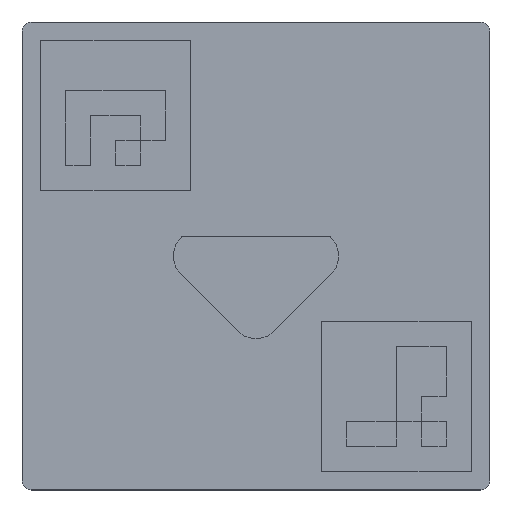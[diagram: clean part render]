
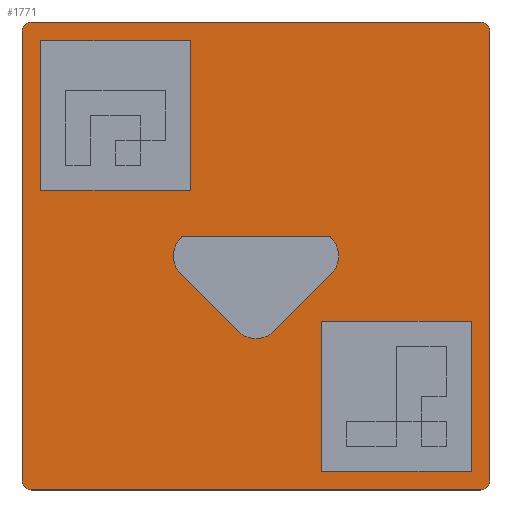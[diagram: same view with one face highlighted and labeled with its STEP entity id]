
A CAD part, top view. The second image highlights one B-rep face of the part: STEP entity #1771.
In plain terms, the highlighted planar face has unit normal (0, 0, 1).
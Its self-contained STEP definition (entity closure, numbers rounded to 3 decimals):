
#15=FACE_BOUND('',#237,.T.);
#16=FACE_BOUND('',#238,.T.);
#17=FACE_BOUND('',#239,.T.);
#38=PLANE('',#1911);
#134=FACE_OUTER_BOUND('',#236,.T.);
#236=EDGE_LOOP('',(#1303,#1304,#1305,#1306,#1307,#1308,#1309,#1310));
#237=EDGE_LOOP('',(#1311,#1312,#1313,#1314,#1315,#1316,#1317,#1318));
#238=EDGE_LOOP('',(#1319,#1320,#1321,#1322));
#239=EDGE_LOOP('',(#1323,#1324,#1325,#1326));
#372=LINE('',#2652,#591);
#373=LINE('',#2656,#592);
#374=LINE('',#2660,#593);
#375=LINE('',#2663,#594);
#376=LINE('',#2668,#595);
#377=LINE('',#2672,#596);
#378=LINE('',#2676,#597);
#379=LINE('',#2678,#598);
#380=LINE('',#2679,#599);
#381=LINE('',#2682,#600);
#382=LINE('',#2684,#601);
#383=LINE('',#2686,#602);
#384=LINE('',#2687,#603);
#385=LINE('',#2690,#604);
#386=LINE('',#2692,#605);
#387=LINE('',#2694,#606);
#388=LINE('',#2695,#607);
#591=VECTOR('',#2145,10.);
#592=VECTOR('',#2148,10.);
#593=VECTOR('',#2151,10.);
#594=VECTOR('',#2154,10.);
#595=VECTOR('',#2157,10.);
#596=VECTOR('',#2160,10.);
#597=VECTOR('',#2163,10.);
#598=VECTOR('',#2164,10.);
#599=VECTOR('',#2165,10.);
#600=VECTOR('',#2166,10.);
#601=VECTOR('',#2167,10.);
#602=VECTOR('',#2168,10.);
#603=VECTOR('',#2169,10.);
#604=VECTOR('',#2170,10.);
#605=VECTOR('',#2171,10.);
#606=VECTOR('',#2172,10.);
#607=VECTOR('',#2173,10.);
#787=CIRCLE('',#1909,2.5);
#789=CIRCLE('',#1912,2.5);
#790=CIRCLE('',#1913,2.5);
#791=CIRCLE('',#1914,2.5);
#792=CIRCLE('',#1915,7.071);
#793=CIRCLE('',#1916,7.071);
#794=CIRCLE('',#1917,7.071);
#855=VERTEX_POINT('',#2642);
#856=VERTEX_POINT('',#2643);
#859=VERTEX_POINT('',#2651);
#860=VERTEX_POINT('',#2653);
#861=VERTEX_POINT('',#2655);
#862=VERTEX_POINT('',#2657);
#863=VERTEX_POINT('',#2659);
#864=VERTEX_POINT('',#2661);
#865=VERTEX_POINT('',#2664);
#866=VERTEX_POINT('',#2665);
#867=VERTEX_POINT('',#2667);
#868=VERTEX_POINT('',#2669);
#869=VERTEX_POINT('',#2671);
#870=VERTEX_POINT('',#2673);
#871=VERTEX_POINT('',#2675);
#872=VERTEX_POINT('',#2677);
#873=VERTEX_POINT('',#2680);
#874=VERTEX_POINT('',#2681);
#875=VERTEX_POINT('',#2683);
#876=VERTEX_POINT('',#2685);
#877=VERTEX_POINT('',#2688);
#878=VERTEX_POINT('',#2689);
#879=VERTEX_POINT('',#2691);
#880=VERTEX_POINT('',#2693);
#1030=EDGE_CURVE('',#855,#856,#787,.T.);
#1034=EDGE_CURVE('',#855,#859,#372,.T.);
#1035=EDGE_CURVE('',#860,#859,#789,.T.);
#1036=EDGE_CURVE('',#860,#861,#373,.T.);
#1037=EDGE_CURVE('',#862,#861,#790,.T.);
#1038=EDGE_CURVE('',#862,#863,#374,.T.);
#1039=EDGE_CURVE('',#864,#863,#791,.T.);
#1040=EDGE_CURVE('',#864,#856,#375,.T.);
#1041=EDGE_CURVE('',#865,#866,#792,.T.);
#1042=EDGE_CURVE('',#866,#867,#376,.T.);
#1043=EDGE_CURVE('',#867,#868,#793,.T.);
#1044=EDGE_CURVE('',#868,#869,#377,.T.);
#1045=EDGE_CURVE('',#869,#870,#794,.T.);
#1046=EDGE_CURVE('',#870,#871,#378,.T.);
#1047=EDGE_CURVE('',#871,#872,#379,.T.);
#1048=EDGE_CURVE('',#872,#865,#380,.T.);
#1049=EDGE_CURVE('',#873,#874,#381,.T.);
#1050=EDGE_CURVE('',#874,#875,#382,.T.);
#1051=EDGE_CURVE('',#875,#876,#383,.T.);
#1052=EDGE_CURVE('',#876,#873,#384,.T.);
#1053=EDGE_CURVE('',#877,#878,#385,.T.);
#1054=EDGE_CURVE('',#878,#879,#386,.T.);
#1055=EDGE_CURVE('',#879,#880,#387,.T.);
#1056=EDGE_CURVE('',#880,#877,#388,.T.);
#1303=ORIENTED_EDGE('',*,*,#1030,.F.);
#1304=ORIENTED_EDGE('',*,*,#1034,.T.);
#1305=ORIENTED_EDGE('',*,*,#1035,.F.);
#1306=ORIENTED_EDGE('',*,*,#1036,.T.);
#1307=ORIENTED_EDGE('',*,*,#1037,.F.);
#1308=ORIENTED_EDGE('',*,*,#1038,.T.);
#1309=ORIENTED_EDGE('',*,*,#1039,.F.);
#1310=ORIENTED_EDGE('',*,*,#1040,.T.);
#1311=ORIENTED_EDGE('',*,*,#1041,.T.);
#1312=ORIENTED_EDGE('',*,*,#1042,.T.);
#1313=ORIENTED_EDGE('',*,*,#1043,.T.);
#1314=ORIENTED_EDGE('',*,*,#1044,.T.);
#1315=ORIENTED_EDGE('',*,*,#1045,.T.);
#1316=ORIENTED_EDGE('',*,*,#1046,.T.);
#1317=ORIENTED_EDGE('',*,*,#1047,.T.);
#1318=ORIENTED_EDGE('',*,*,#1048,.T.);
#1319=ORIENTED_EDGE('',*,*,#1049,.T.);
#1320=ORIENTED_EDGE('',*,*,#1050,.T.);
#1321=ORIENTED_EDGE('',*,*,#1051,.T.);
#1322=ORIENTED_EDGE('',*,*,#1052,.T.);
#1323=ORIENTED_EDGE('',*,*,#1053,.T.);
#1324=ORIENTED_EDGE('',*,*,#1054,.T.);
#1325=ORIENTED_EDGE('',*,*,#1055,.T.);
#1326=ORIENTED_EDGE('',*,*,#1056,.T.);
#1771=ADVANCED_FACE('',(#134,#15,#16,#17),#38,.T.);
#1909=AXIS2_PLACEMENT_3D('',#2644,#2137,#2138);
#1911=AXIS2_PLACEMENT_3D('',#2650,#2143,#2144);
#1912=AXIS2_PLACEMENT_3D('',#2654,#2146,#2147);
#1913=AXIS2_PLACEMENT_3D('',#2658,#2149,#2150);
#1914=AXIS2_PLACEMENT_3D('',#2662,#2152,#2153);
#1915=AXIS2_PLACEMENT_3D('',#2666,#2155,#2156);
#1916=AXIS2_PLACEMENT_3D('',#2670,#2158,#2159);
#1917=AXIS2_PLACEMENT_3D('',#2674,#2161,#2162);
#2137=DIRECTION('center_axis',(0.,0.,-1.));
#2138=DIRECTION('ref_axis',(0.707,0.707,0.));
#2143=DIRECTION('center_axis',(0.,0.,1.));
#2144=DIRECTION('ref_axis',(1.,0.,0.));
#2145=DIRECTION('',(-1.,0.,0.));
#2146=DIRECTION('center_axis',(0.,0.,-1.));
#2147=DIRECTION('ref_axis',(-0.707,0.707,0.));
#2148=DIRECTION('',(0.,-1.,0.));
#2149=DIRECTION('center_axis',(0.,0.,-1.));
#2150=DIRECTION('ref_axis',(-0.707,-0.707,0.));
#2151=DIRECTION('',(1.,0.,0.));
#2152=DIRECTION('center_axis',(0.,0.,-1.));
#2153=DIRECTION('ref_axis',(0.707,-0.707,0.));
#2154=DIRECTION('',(0.,1.,0.));
#2155=DIRECTION('center_axis',(0.,0.,-1.));
#2156=DIRECTION('ref_axis',(1.,0.,0.));
#2157=DIRECTION('',(-0.707,-0.707,0.));
#2158=DIRECTION('center_axis',(0.,0.,-1.));
#2159=DIRECTION('ref_axis',(1.,0.,0.));
#2160=DIRECTION('',(-0.707,0.707,0.));
#2161=DIRECTION('center_axis',(0.,0.,-1.));
#2162=DIRECTION('ref_axis',(1.,0.,0.));
#2163=DIRECTION('',(0.707,0.707,0.));
#2164=DIRECTION('',(1.,0.,0.));
#2165=DIRECTION('',(0.707,-0.707,0.));
#2166=DIRECTION('',(-1.,0.,0.));
#2167=DIRECTION('',(0.,1.,0.));
#2168=DIRECTION('',(1.,0.,0.));
#2169=DIRECTION('',(0.,-1.,0.));
#2170=DIRECTION('',(0.,-1.,0.));
#2171=DIRECTION('',(-1.,0.,0.));
#2172=DIRECTION('',(0.,1.,0.));
#2173=DIRECTION('',(1.,0.,0.));
#2642=CARTESIAN_POINT('',(60.,62.5,5.));
#2643=CARTESIAN_POINT('',(62.5,60.,5.));
#2644=CARTESIAN_POINT('Origin',(60.,60.,5.));
#2650=CARTESIAN_POINT('Origin',(0.,0.,5.));
#2651=CARTESIAN_POINT('',(-60.,62.5,5.));
#2652=CARTESIAN_POINT('',(62.5,62.5,5.));
#2653=CARTESIAN_POINT('',(-62.5,60.,5.));
#2654=CARTESIAN_POINT('Origin',(-60.,60.,5.));
#2655=CARTESIAN_POINT('',(-62.5,-60.,5.));
#2656=CARTESIAN_POINT('',(-62.5,62.5,5.));
#2657=CARTESIAN_POINT('',(-60.,-62.5,5.));
#2658=CARTESIAN_POINT('Origin',(-60.,-60.,5.));
#2659=CARTESIAN_POINT('',(60.,-62.5,5.));
#2660=CARTESIAN_POINT('',(-62.5,-62.5,5.));
#2661=CARTESIAN_POINT('',(62.5,-60.,5.));
#2662=CARTESIAN_POINT('Origin',(60.,-60.,5.));
#2663=CARTESIAN_POINT('',(62.5,-62.5,5.));
#2664=CARTESIAN_POINT('',(20.,5.,5.));
#2665=CARTESIAN_POINT('',(20.,-5.,5.));
#2666=CARTESIAN_POINT('Origin',(15.,0.,5.));
#2667=CARTESIAN_POINT('',(5.,-20.,5.));
#2668=CARTESIAN_POINT('',(16.25,-8.75,5.));
#2669=CARTESIAN_POINT('',(-5.,-20.,5.));
#2670=CARTESIAN_POINT('Origin',(0.,-15.,5.));
#2671=CARTESIAN_POINT('',(-20.,-5.,5.));
#2672=CARTESIAN_POINT('',(-8.75,-16.25,5.));
#2673=CARTESIAN_POINT('',(-20.,5.,5.));
#2674=CARTESIAN_POINT('Origin',(-15.,0.,5.));
#2675=CARTESIAN_POINT('',(-19.9,5.1,5.));
#2676=CARTESIAN_POINT('',(-16.25,8.75,5.));
#2677=CARTESIAN_POINT('',(19.9,5.1,5.));
#2678=CARTESIAN_POINT('',(-9.95,5.1,5.));
#2679=CARTESIAN_POINT('',(16.2,8.8,5.));
#2680=CARTESIAN_POINT('',(57.5,-57.5,5.));
#2681=CARTESIAN_POINT('',(17.5,-57.5,5.));
#2682=CARTESIAN_POINT('',(8.75,-57.5,5.));
#2683=CARTESIAN_POINT('',(17.5,-17.5,5.));
#2684=CARTESIAN_POINT('',(17.5,-8.75,5.));
#2685=CARTESIAN_POINT('',(57.5,-17.5,5.));
#2686=CARTESIAN_POINT('',(28.75,-17.5,5.));
#2687=CARTESIAN_POINT('',(57.5,-28.75,5.));
#2688=CARTESIAN_POINT('',(-17.5,57.5,5.));
#2689=CARTESIAN_POINT('',(-17.5,17.5,5.));
#2690=CARTESIAN_POINT('',(-17.5,8.75,5.));
#2691=CARTESIAN_POINT('',(-57.5,17.5,5.));
#2692=CARTESIAN_POINT('',(-28.75,17.5,5.));
#2693=CARTESIAN_POINT('',(-57.5,57.5,5.));
#2694=CARTESIAN_POINT('',(-57.5,28.75,5.));
#2695=CARTESIAN_POINT('',(-8.75,57.5,5.));
